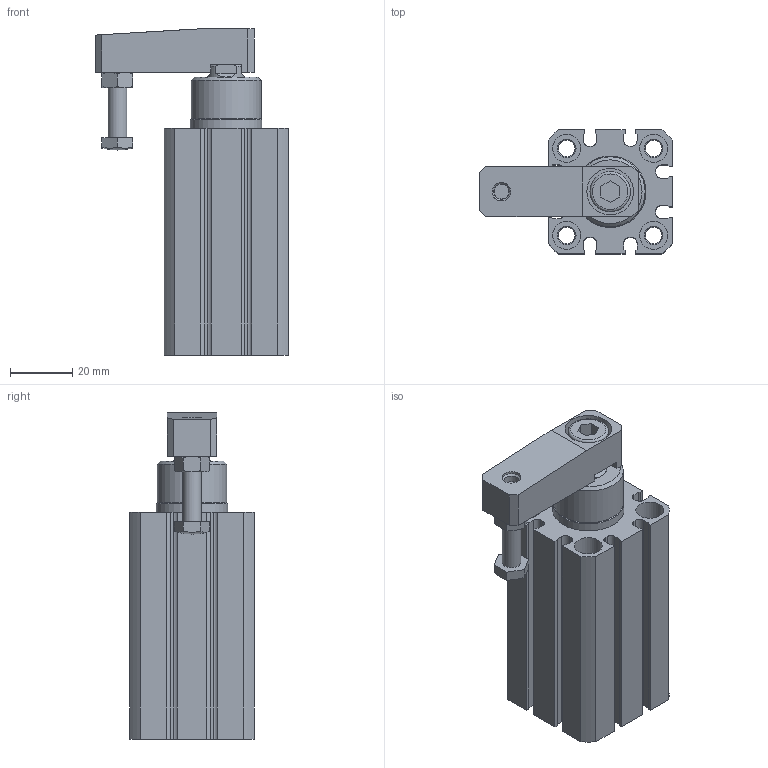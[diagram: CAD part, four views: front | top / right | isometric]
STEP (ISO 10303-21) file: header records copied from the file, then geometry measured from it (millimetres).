
FILE_DESCRIPTION( ( 'STEP AP203' ), '1' );
FILE_NAME( 'MCKC-25-10(0)-R.stp', '2020-07-14T12:15:28', ( 'License CC BY-ND 4.0' ), ( 'CADENAS' ), ' ', 'PARTsolutions', ' ' );
FILE_SCHEMA( ( 'CONFIG_CONTROL_DESIGN' ) );
Length unit declared in the file: millimetre
Products named in the file (5): MCKC-25-10(0)-R; _MCKC-25-10-L_(b); _MCKC-25-10_(r); _MCKC-25_(arm); _MCKC-25_(screw)
Assembly tree (4 placements, depth 2):
  MCKC-25-10(0)-R
    _MCKC-25-10-L_(b)
    _MCKC-25-10_(r)
    _MCKC-25_(arm)
    _MCKC-25_(screw)
Bounding box: 62 x 40 x 105 mm (x, y, z)
Volume: 103808.1 mm3; surface area: 43116.3 mm2
Topology: 4 solids, 4 shells, 242 faces, 606 edges, 395 vertices
Faces by surface type: plane 147, cylinder 54, cone 39, torus 1, sphere 1
Full cylindrical faces by diameter (mm): 2 x2, 4.134 x2, 4.917 x1, 5.4 x4, 6 x2, 6.647 x1, 8 x1, 9 x9, 12 x2, 13 x1, 15 x1, 22.5 x1, 23 x1, 25 x2, 27 x1
Entity records: 7041 total; most frequent: CARTESIAN_POINT 1306, DIRECTION 1153, ORIENTED_EDGE 1066, EDGE_CURVE 533, AXIS2_PLACEMENT_3D 405, VERTEX_POINT 382, LINE 343, VECTOR 343
